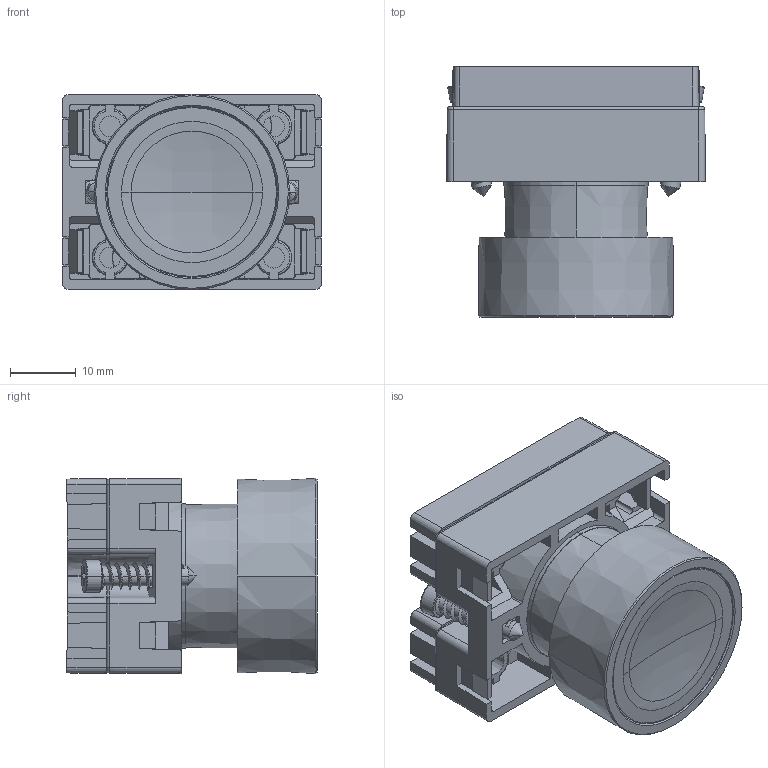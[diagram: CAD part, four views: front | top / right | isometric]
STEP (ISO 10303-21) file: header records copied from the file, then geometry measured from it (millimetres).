
FILE_DESCRIPTION (( 'STEP AP214' ), '1' );
FILE_NAME ('ECP3104.step', '2018-03-21T18:30:44', ( '' ), ( '' ), 'SwSTEP 2.0', 'SolidWorks 2017', '' );
FILE_SCHEMA (( 'AUTOMOTIVE_DESIGN' ));
Length unit declared in the file: inch
Products named in the file (1): ECP3104
Bounding box: 39.5 x 38.23 x 29.8 mm (x, y, z)
Volume: 14634 mm3; surface area: 18731.3 mm2
Topology: 7 solids, 7 shells, 778 faces, 2134 edges, 1386 vertices
Faces by surface type: plane 363, cone 199, cylinder 131, bspline 81, torus 4
Entity records: 40349 total; most frequent: CARTESIAN_POINT 11309, ORIENTED_EDGE 4260, DIRECTION 3612, EDGE_CURVE 2130, VERTEX_POINT 1386, AXIS2_PLACEMENT_3D 1257, VECTOR 1098, LINE 1098
